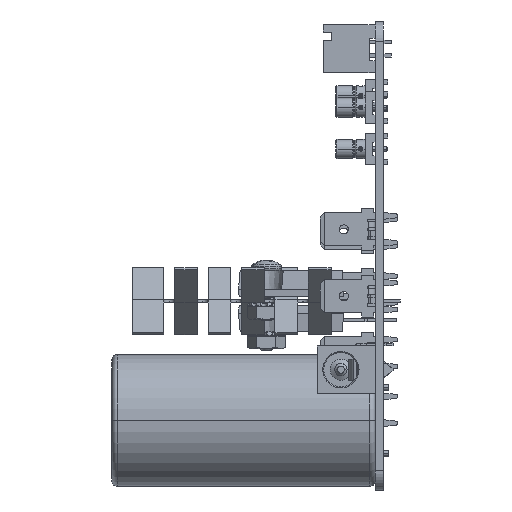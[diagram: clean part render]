
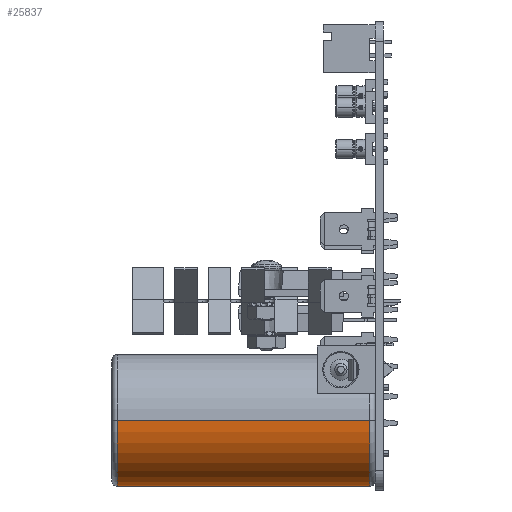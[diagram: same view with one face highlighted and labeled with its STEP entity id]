
A CAD part, left-side view. The second image highlights one B-rep face of the part: STEP entity #25837.
In plain terms, the highlighted cylindrical face has radius 12.5 mm (diameter 25 mm), a partial arc.
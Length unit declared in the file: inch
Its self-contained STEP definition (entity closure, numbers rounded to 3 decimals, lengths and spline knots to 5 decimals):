
#14 = ORIENTED_EDGE ( 'NONE', *, *, #19415, .T. ) ;
#5404 = VECTOR ( 'NONE', #29621, 39.37008 ) ;
#5704 = DIRECTION ( 'NONE',  ( 0., 0., 1. ) ) ;
#6415 = EDGE_CURVE ( 'NONE', #20728, #34956, #26697, .T. ) ;
#8161 = LINE ( 'NONE', #33889, #28741 ) ;
#8165 = FACE_OUTER_BOUND ( 'NONE', #13549, .T. ) ;
#8623 = AXIS2_PLACEMENT_3D ( 'NONE', #17882, #18494, #5704 ) ;
#8762 = DIRECTION ( 'NONE',  ( 0., 0., -1. ) ) ;
#9140 = DIRECTION ( 'NONE',  ( 0., 0., 1. ) ) ;
#9741 = ORIENTED_EDGE ( 'NONE', *, *, #6415, .F. ) ;
#12379 = EDGE_CURVE ( 'NONE', #27817, #23953, #8161, .T. ) ;
#12878 = CARTESIAN_POINT ( 'NONE',  ( 0., 1.92913, 0.49213 ) ) ;
#13075 = AXIS2_PLACEMENT_3D ( 'NONE', #22306, #18422, #9140 ) ;
#13549 = EDGE_LOOP ( 'NONE', ( #9741, #14, #39812, #23049 ) ) ;
#14352 = CYLINDRICAL_SURFACE ( 'NONE', #22037, 0.49213 ) ;
#14650 = CARTESIAN_POINT ( 'NONE',  ( 0., 0.03937, -0.49213 ) ) ;
#15148 = EDGE_CURVE ( 'NONE', #23953, #34956, #24901, .T. ) ;
#16174 = CARTESIAN_POINT ( 'NONE',  ( 0., 1.92913, -0.49213 ) ) ;
#17882 = CARTESIAN_POINT ( 'NONE',  ( 0., 1.92913, 0. ) ) ;
#18422 = DIRECTION ( 'NONE',  ( 0., 1., 0. ) ) ;
#18494 = DIRECTION ( 'NONE',  ( 0., -1., 0. ) ) ;
#18833 = CARTESIAN_POINT ( 'NONE',  ( 0., 0.03937, 0.49213 ) ) ;
#19415 = EDGE_CURVE ( 'NONE', #20728, #27817, #38217, .T. ) ;
#20726 = CARTESIAN_POINT ( 'NONE',  ( 0., 1.9685, 0. ) ) ;
#20728 = VERTEX_POINT ( 'NONE', #12878 ) ;
#22037 = AXIS2_PLACEMENT_3D ( 'NONE', #20726, #29995, #8762 ) ;
#22306 = CARTESIAN_POINT ( 'NONE',  ( 0., 0.03937, 0. ) ) ;
#23049 = ORIENTED_EDGE ( 'NONE', *, *, #15148, .T. ) ;
#23953 = VERTEX_POINT ( 'NONE', #14650 ) ;
#24901 = CIRCLE ( 'NONE', #13075, 0.49213 ) ;
#25837 = ADVANCED_FACE ( 'NONE', ( #8165 ), #14352, .T. ) ;
#26697 = LINE ( 'NONE', #32706, #5404 ) ;
#26890 = DIRECTION ( 'NONE',  ( 0., -1., 0. ) ) ;
#27817 = VERTEX_POINT ( 'NONE', #16174 ) ;
#28741 = VECTOR ( 'NONE', #26890, 39.37008 ) ;
#29621 = DIRECTION ( 'NONE',  ( 0., -1., 0. ) ) ;
#29995 = DIRECTION ( 'NONE',  ( 0., -1., 0. ) ) ;
#32706 = CARTESIAN_POINT ( 'NONE',  ( 0., 1.9685, 0.49213 ) ) ;
#33889 = CARTESIAN_POINT ( 'NONE',  ( 0., 1.9685, -0.49213 ) ) ;
#34956 = VERTEX_POINT ( 'NONE', #18833 ) ;
#38217 = CIRCLE ( 'NONE', #8623, 0.49213 ) ;
#39812 = ORIENTED_EDGE ( 'NONE', *, *, #12379, .T. ) ;
